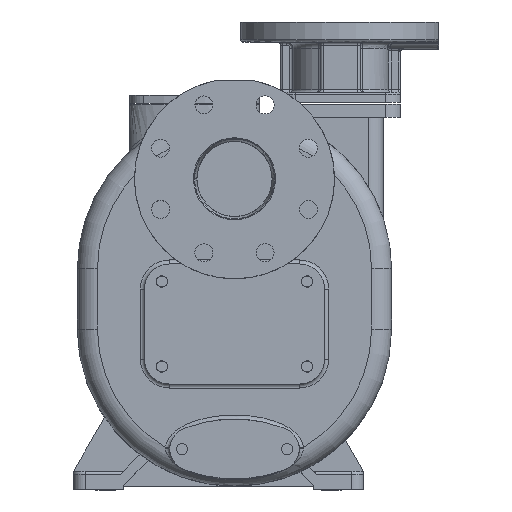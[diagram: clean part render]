
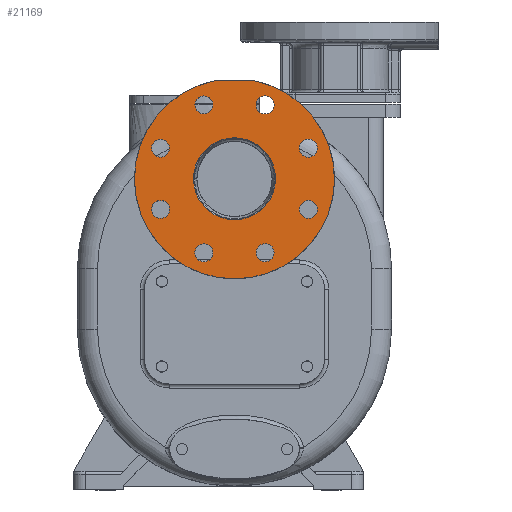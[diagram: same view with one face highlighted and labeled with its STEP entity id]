
A CAD part, top view. The second image highlights one B-rep face of the part: STEP entity #21169.
In plain terms, the highlighted planar face has unit normal (0, 0, 1).
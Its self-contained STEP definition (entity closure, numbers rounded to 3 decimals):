
#4640=DIRECTION('',(1.,0.,0.));
#4641=VECTOR('',#4640,39.799);
#4642=CARTESIAN_POINT('',(-3.9,248.,400.5));
#4643=LINE('',#4642,#4641);
#4644=CARTESIAN_POINT('',(16.,150.,400.5));
#4645=DIRECTION('',(0.,0.,1.));
#4646=DIRECTION('',(1.,0.,0.));
#4647=AXIS2_PLACEMENT_3D('',#4644,#4645,#4646);
#4649=CARTESIAN_POINT('',(16.,150.,400.5));
#4650=DIRECTION('',(0.,0.,1.));
#4651=DIRECTION('',(-1.,0.,0.));
#4652=AXIS2_PLACEMENT_3D('',#4649,#4650,#4651);
#4654=CARTESIAN_POINT('',(89.91,180.615,400.5));
#4655=DIRECTION('',(0.,0.,1.));
#4656=DIRECTION('',(1.,0.,0.));
#4657=AXIS2_PLACEMENT_3D('',#4654,#4655,#4656);
#4659=CARTESIAN_POINT('',(89.91,180.615,400.5));
#4660=DIRECTION('',(0.,0.,1.));
#4661=DIRECTION('',(-1.,0.,0.));
#4662=AXIS2_PLACEMENT_3D('',#4659,#4660,#4661);
#4664=CARTESIAN_POINT('',(46.615,223.91,400.5));
#4665=DIRECTION('',(0.,0.,1.));
#4666=DIRECTION('',(0.707,0.707,0.));
#4667=AXIS2_PLACEMENT_3D('',#4664,#4665,#4666);
#4669=CARTESIAN_POINT('',(46.615,223.91,400.5));
#4670=DIRECTION('',(0.,0.,1.));
#4671=DIRECTION('',(-0.707,-0.707,0.));
#4672=AXIS2_PLACEMENT_3D('',#4669,#4670,#4671);
#4674=CARTESIAN_POINT('',(-14.615,223.91,400.5));
#4675=DIRECTION('',(0.,0.,1.));
#4676=DIRECTION('',(0.,1.,0.));
#4677=AXIS2_PLACEMENT_3D('',#4674,#4675,#4676);
#4679=CARTESIAN_POINT('',(-14.615,223.91,400.5));
#4680=DIRECTION('',(0.,0.,1.));
#4681=DIRECTION('',(0.,-1.,0.));
#4682=AXIS2_PLACEMENT_3D('',#4679,#4680,#4681);
#4684=CARTESIAN_POINT('',(-57.91,180.615,400.5));
#4685=DIRECTION('',(0.,0.,1.));
#4686=DIRECTION('',(-0.707,0.707,0.));
#4687=AXIS2_PLACEMENT_3D('',#4684,#4685,#4686);
#4689=CARTESIAN_POINT('',(-57.91,180.615,400.5));
#4690=DIRECTION('',(0.,0.,1.));
#4691=DIRECTION('',(0.707,-0.707,0.));
#4692=AXIS2_PLACEMENT_3D('',#4689,#4690,#4691);
#4694=CARTESIAN_POINT('',(-57.91,119.385,400.5));
#4695=DIRECTION('',(0.,0.,1.));
#4696=DIRECTION('',(-1.,0.,0.));
#4697=AXIS2_PLACEMENT_3D('',#4694,#4695,#4696);
#4699=CARTESIAN_POINT('',(-57.91,119.385,400.5));
#4700=DIRECTION('',(0.,0.,1.));
#4701=DIRECTION('',(1.,0.,0.));
#4702=AXIS2_PLACEMENT_3D('',#4699,#4700,#4701);
#4704=CARTESIAN_POINT('',(-14.615,76.09,400.5));
#4705=DIRECTION('',(0.,0.,1.));
#4706=DIRECTION('',(-0.707,-0.707,0.));
#4707=AXIS2_PLACEMENT_3D('',#4704,#4705,#4706);
#4709=CARTESIAN_POINT('',(-14.615,76.09,400.5));
#4710=DIRECTION('',(0.,0.,1.));
#4711=DIRECTION('',(0.707,0.707,0.));
#4712=AXIS2_PLACEMENT_3D('',#4709,#4710,#4711);
#4714=CARTESIAN_POINT('',(46.615,76.09,400.5));
#4715=DIRECTION('',(0.,0.,1.));
#4716=DIRECTION('',(0.,-1.,0.));
#4717=AXIS2_PLACEMENT_3D('',#4714,#4715,#4716);
#4719=CARTESIAN_POINT('',(46.615,76.09,400.5));
#4720=DIRECTION('',(0.,0.,1.));
#4721=DIRECTION('',(0.,1.,0.));
#4722=AXIS2_PLACEMENT_3D('',#4719,#4720,#4721);
#4724=CARTESIAN_POINT('',(89.91,119.385,400.5));
#4725=DIRECTION('',(0.,0.,1.));
#4726=DIRECTION('',(0.707,-0.707,0.));
#4727=AXIS2_PLACEMENT_3D('',#4724,#4725,#4726);
#4729=CARTESIAN_POINT('',(89.91,119.385,400.5));
#4730=DIRECTION('',(0.,0.,1.));
#4731=DIRECTION('',(-0.707,0.707,0.));
#4732=AXIS2_PLACEMENT_3D('',#4729,#4730,#4731);
#7806=CARTESIAN_POINT('',(16.,150.,400.5));
#7807=DIRECTION('',(0.,0.,1.));
#7808=DIRECTION('',(-0.199,0.98,0.));
#7809=AXIS2_PLACEMENT_3D('',#7806,#7807,#7808);
#16022=CARTESIAN_POINT('',(-3.9,248.,400.5));
#16023=CARTESIAN_POINT('',(35.9,248.,400.5));
#16024=VERTEX_POINT('',#16022);
#16025=VERTEX_POINT('',#16023);
#16352=CARTESIAN_POINT('',(57.,150.,400.5));
#16353=CARTESIAN_POINT('',(-25.,150.,400.5));
#16354=VERTEX_POINT('',#16352);
#16355=VERTEX_POINT('',#16353);
#16356=CARTESIAN_POINT('',(98.91,180.615,400.5));
#16357=CARTESIAN_POINT('',(80.91,180.615,400.5));
#16358=VERTEX_POINT('',#16356);
#16359=VERTEX_POINT('',#16357);
#16364=CARTESIAN_POINT('',(52.979,230.274,400.5));
#16365=CARTESIAN_POINT('',(40.251,217.546,400.5));
#16366=VERTEX_POINT('',#16364);
#16367=VERTEX_POINT('',#16365);
#16372=CARTESIAN_POINT('',(-14.615,232.91,400.5));
#16373=CARTESIAN_POINT('',(-14.615,214.91,400.5));
#16374=VERTEX_POINT('',#16372);
#16375=VERTEX_POINT('',#16373);
#16380=CARTESIAN_POINT('',(-64.274,186.979,400.5));
#16381=CARTESIAN_POINT('',(-51.546,174.251,400.5));
#16382=VERTEX_POINT('',#16380);
#16383=VERTEX_POINT('',#16381);
#16388=CARTESIAN_POINT('',(-66.91,119.385,400.5));
#16389=CARTESIAN_POINT('',(-48.91,119.385,400.5));
#16390=VERTEX_POINT('',#16388);
#16391=VERTEX_POINT('',#16389);
#16396=CARTESIAN_POINT('',(-20.979,69.726,400.5));
#16397=CARTESIAN_POINT('',(-8.251,82.454,400.5));
#16398=VERTEX_POINT('',#16396);
#16399=VERTEX_POINT('',#16397);
#16404=CARTESIAN_POINT('',(46.615,67.09,400.5));
#16405=CARTESIAN_POINT('',(46.615,85.09,400.5));
#16406=VERTEX_POINT('',#16404);
#16407=VERTEX_POINT('',#16405);
#16412=CARTESIAN_POINT('',(96.274,113.021,400.5));
#16413=CARTESIAN_POINT('',(83.546,125.749,400.5));
#16414=VERTEX_POINT('',#16412);
#16415=VERTEX_POINT('',#16413);
#21106=CARTESIAN_POINT('',(16.,150.,400.5));
#21107=DIRECTION('',(0.,0.,1.));
#21108=DIRECTION('',(0.,1.,0.));
#21109=AXIS2_PLACEMENT_3D('',#21106,#21107,#21108);
#21110=PLANE('',#21109);
#21112=ORIENTED_EDGE('',*,*,#21111,.T.);
#21114=ORIENTED_EDGE('',*,*,#21113,.F.);
#21115=EDGE_LOOP('',(#21112,#21114));
#21116=FACE_OUTER_BOUND('',#21115,.F.);
#21117=ORIENTED_EDGE('',*,*,#21060,.T.);
#21118=ORIENTED_EDGE('',*,*,#21075,.T.);
#21119=EDGE_LOOP('',(#21117,#21118));
#21120=FACE_BOUND('',#21119,.F.);
#21122=ORIENTED_EDGE('',*,*,#21121,.T.);
#21124=ORIENTED_EDGE('',*,*,#21123,.T.);
#21125=EDGE_LOOP('',(#21122,#21124));
#21126=FACE_BOUND('',#21125,.F.);
#21128=ORIENTED_EDGE('',*,*,#21127,.T.);
#21130=ORIENTED_EDGE('',*,*,#21129,.T.);
#21131=EDGE_LOOP('',(#21128,#21130));
#21132=FACE_BOUND('',#21131,.F.);
#21134=ORIENTED_EDGE('',*,*,#21133,.T.);
#21136=ORIENTED_EDGE('',*,*,#21135,.T.);
#21137=EDGE_LOOP('',(#21134,#21136));
#21138=FACE_BOUND('',#21137,.F.);
#21140=ORIENTED_EDGE('',*,*,#21139,.T.);
#21142=ORIENTED_EDGE('',*,*,#21141,.T.);
#21143=EDGE_LOOP('',(#21140,#21142));
#21144=FACE_BOUND('',#21143,.F.);
#21146=ORIENTED_EDGE('',*,*,#21145,.T.);
#21148=ORIENTED_EDGE('',*,*,#21147,.T.);
#21149=EDGE_LOOP('',(#21146,#21148));
#21150=FACE_BOUND('',#21149,.F.);
#21152=ORIENTED_EDGE('',*,*,#21151,.T.);
#21154=ORIENTED_EDGE('',*,*,#21153,.T.);
#21155=EDGE_LOOP('',(#21152,#21154));
#21156=FACE_BOUND('',#21155,.F.);
#21158=ORIENTED_EDGE('',*,*,#21157,.T.);
#21160=ORIENTED_EDGE('',*,*,#21159,.T.);
#21161=EDGE_LOOP('',(#21158,#21160));
#21162=FACE_BOUND('',#21161,.F.);
#21164=ORIENTED_EDGE('',*,*,#21163,.T.);
#21166=ORIENTED_EDGE('',*,*,#21165,.T.);
#21167=EDGE_LOOP('',(#21164,#21166));
#21168=FACE_BOUND('',#21167,.F.);
#21169=ADVANCED_FACE('',(#21116,#21120,#21126,#21132,#21138,#21144,#21150,
#21156,#21162,#21168),#21110,.T.);
#4648=CIRCLE('',#4647,41.);
#4653=CIRCLE('',#4652,41.);
#4658=CIRCLE('',#4657,9.);
#4663=CIRCLE('',#4662,9.);
#4668=CIRCLE('',#4667,9.);
#4673=CIRCLE('',#4672,9.);
#4678=CIRCLE('',#4677,9.);
#4683=CIRCLE('',#4682,9.);
#4688=CIRCLE('',#4687,9.);
#4693=CIRCLE('',#4692,9.);
#4698=CIRCLE('',#4697,9.);
#4703=CIRCLE('',#4702,9.);
#4708=CIRCLE('',#4707,9.);
#4713=CIRCLE('',#4712,9.);
#4718=CIRCLE('',#4717,9.);
#4723=CIRCLE('',#4722,9.);
#4728=CIRCLE('',#4727,9.);
#4733=CIRCLE('',#4732,9.);
#7810=CIRCLE('',#7809,100.);
#21060=EDGE_CURVE('',#16354,#16355,#4648,.T.);
#21075=EDGE_CURVE('',#16355,#16354,#4653,.T.);
#21111=EDGE_CURVE('',#16024,#16025,#4643,.T.);
#21113=EDGE_CURVE('',#16024,#16025,#7810,.T.);
#21121=EDGE_CURVE('',#16358,#16359,#4658,.T.);
#21123=EDGE_CURVE('',#16359,#16358,#4663,.T.);
#21127=EDGE_CURVE('',#16366,#16367,#4668,.T.);
#21129=EDGE_CURVE('',#16367,#16366,#4673,.T.);
#21133=EDGE_CURVE('',#16374,#16375,#4678,.T.);
#21135=EDGE_CURVE('',#16375,#16374,#4683,.T.);
#21139=EDGE_CURVE('',#16382,#16383,#4688,.T.);
#21141=EDGE_CURVE('',#16383,#16382,#4693,.T.);
#21145=EDGE_CURVE('',#16390,#16391,#4698,.T.);
#21147=EDGE_CURVE('',#16391,#16390,#4703,.T.);
#21151=EDGE_CURVE('',#16398,#16399,#4708,.T.);
#21153=EDGE_CURVE('',#16399,#16398,#4713,.T.);
#21157=EDGE_CURVE('',#16406,#16407,#4718,.T.);
#21159=EDGE_CURVE('',#16407,#16406,#4723,.T.);
#21163=EDGE_CURVE('',#16414,#16415,#4728,.T.);
#21165=EDGE_CURVE('',#16415,#16414,#4733,.T.);
